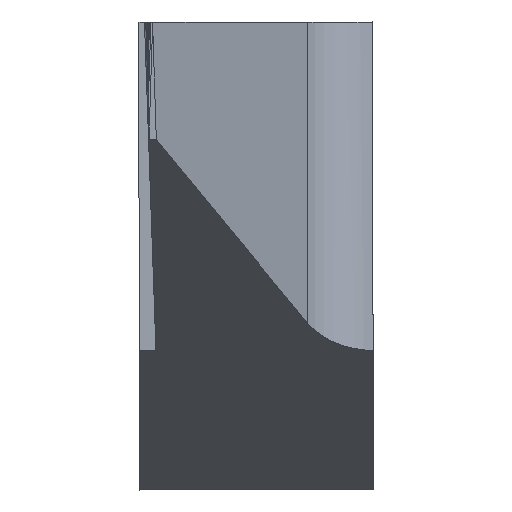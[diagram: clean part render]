
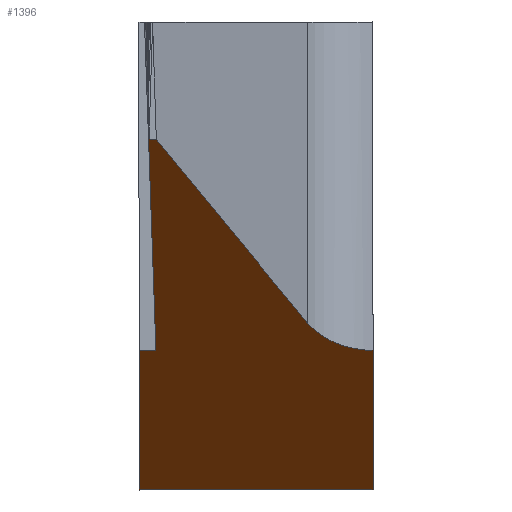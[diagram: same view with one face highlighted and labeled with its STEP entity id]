
A CAD part, front view. The second image highlights one B-rep face of the part: STEP entity #1396.
In plain terms, the highlighted planar face has unit normal (0, -0.574, -0.819).
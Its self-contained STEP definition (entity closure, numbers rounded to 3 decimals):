
#144=CARTESIAN_POINT('',(0.,6.554,-6.));
#145=VERTEX_POINT('',#144);
#156=CARTESIAN_POINT('',(0.,4.,-4.212));
#157=DIRECTION('',(0.,0.819,-0.574));
#158=VECTOR('',#157,3.118);
#159=LINE('',#156,#158);
#160=CARTESIAN_POINT('',(0.,4.,-4.212));
#161=VERTEX_POINT('',#160);
#162=EDGE_CURVE('',#161,#145,#159,.T.);
#254=CARTESIAN_POINT('',(0.217,4.,-4.212));
#255=DIRECTION('',(-1.,0.,0.));
#256=VECTOR('',#255,0.217);
#257=LINE('',#254,#256);
#258=CARTESIAN_POINT('',(0.217,4.,-4.212));
#259=VERTEX_POINT('',#258);
#260=EDGE_CURVE('',#259,#161,#257,.T.);
#340=CARTESIAN_POINT('',(0.122,0.127,-1.5));
#341=VERTEX_POINT('',#340);
#352=CARTESIAN_POINT('',(0.217,4.,-4.212));
#353=DIRECTION('',(-0.02,-0.819,0.573));
#354=VECTOR('',#353,4.729);
#355=LINE('',#352,#354);
#356=EDGE_CURVE('',#259,#341,#355,.T.);
#500=CARTESIAN_POINT('',(2.164,3.5,-3.862));
#501=VERTEX_POINT('',#500);
#512=CARTESIAN_POINT('',(0.222,0.137,-1.507));
#513=DIRECTION('',(0.428,0.741,-0.519));
#514=VECTOR('',#513,4.542);
#515=LINE('',#512,#514);
#516=CARTESIAN_POINT('',(0.222,0.137,-1.507));
#517=VERTEX_POINT('',#516);
#518=EDGE_CURVE('',#517,#501,#515,.T.);
#634=CARTESIAN_POINT('',(0.128,0.128,-1.501));
#635=VERTEX_POINT('',#634);
#646=CARTESIAN_POINT('',(0.128,0.128,-1.501));
#647=DIRECTION('',(0.994,0.09,-0.063));
#648=VECTOR('',#647,0.094);
#649=LINE('',#646,#648);
#650=EDGE_CURVE('',#635,#517,#649,.T.);
#691=CARTESIAN_POINT('',(3.,4.,-4.212));
#692=VERTEX_POINT('',#691);
#703=CARTESIAN_POINT('',(2.164,3.5,-3.862));
#704=CARTESIAN_POINT('',(2.341,3.808,-4.077));
#705=CARTESIAN_POINT('',(2.645,3.989,-4.204));
#706=CARTESIAN_POINT('',(3.,4.,-4.212));
#707=(BOUNDED_CURVE()B_SPLINE_CURVE(3,(#703,#704,#705,#706),.UNSPECIFIED.,.F.,.F.)B_SPLINE_CURVE_WITH_KNOTS((4,4),(0.,1.),.UNSPECIFIED.)CURVE()GEOMETRIC_REPRESENTATION_ITEM()RATIONAL_B_SPLINE_CURVE((1.,0.916,0.916,1.))REPRESENTATION_ITEM(''));
#708=EDGE_CURVE('',#501,#692,#707,.T.);
#775=CARTESIAN_POINT('',(0.122,0.127,-1.5));
#776=CARTESIAN_POINT('',(0.124,0.128,-1.5));
#777=CARTESIAN_POINT('',(0.126,0.128,-1.501));
#778=CARTESIAN_POINT('',(0.128,0.128,-1.501));
#779=(BOUNDED_CURVE()B_SPLINE_CURVE(3,(#775,#776,#777,#778),.UNSPECIFIED.,.F.,.F.)B_SPLINE_CURVE_WITH_KNOTS((4,4),(0.,1.),.UNSPECIFIED.)CURVE()GEOMETRIC_REPRESENTATION_ITEM()RATIONAL_B_SPLINE_CURVE((1.,0.997,0.997,1.))REPRESENTATION_ITEM(''));
#780=EDGE_CURVE('',#341,#635,#779,.T.);
#1296=CARTESIAN_POINT('',(1.1,2.782,-3.359));
#1297=DIRECTION('',(0.,0.574,0.819));
#1298=DIRECTION('',(0.,-0.47,0.329));
#1299=AXIS2_PLACEMENT_3D('',#1296,#1297,#1298);
#1300=PLANE('',#1299);
#1301=ORIENTED_EDGE('Edge 1199',*,*,#356,.F.);
#1310=ORIENTED_EDGE('Edge 258',*,*,#780,.F.);
#1319=ORIENTED_EDGE('Edge 263',*,*,#650,.F.);
#1328=ORIENTED_EDGE('Edge 1262',*,*,#518,.F.);
#1337=ORIENTED_EDGE('Edge 273',*,*,#708,.F.);
#1346=CARTESIAN_POINT('',(3.,4.,-4.212));
#1347=DIRECTION('',(0.,0.819,-0.574));
#1348=VECTOR('',#1347,3.118);
#1349=LINE('',#1346,#1348);
#1350=CARTESIAN_POINT('',(3.,6.554,-6.));
#1351=VERTEX_POINT('',#1350);
#1352=EDGE_CURVE('',#692,#1351,#1349,.T.);
#1353=ORIENTED_EDGE('Edge 71',*,*,#1352,.F.);
#1362=CARTESIAN_POINT('',(0.,6.554,-6.));
#1363=DIRECTION('',(1.,0.,0.));
#1364=VECTOR('',#1363,3.);
#1365=LINE('',#1362,#1364);
#1366=EDGE_CURVE('',#145,#1351,#1365,.T.);
#1367=ORIENTED_EDGE('Edge 180',*,*,#1366,.T.);
#1376=ORIENTED_EDGE('Edge 118',*,*,#162,.T.);
#1385=ORIENTED_EDGE('Edge 1164',*,*,#260,.T.);
#1394=EDGE_LOOP('',(#1385,#1376,#1367,#1353,#1337,#1328,#1319,#1310,#1301));
#1395=FACE_OUTER_BOUND('Loop 294',#1394,.T.);
#1396=ADVANCED_FACE('Face 295',(#1395),#1300,.F.);
